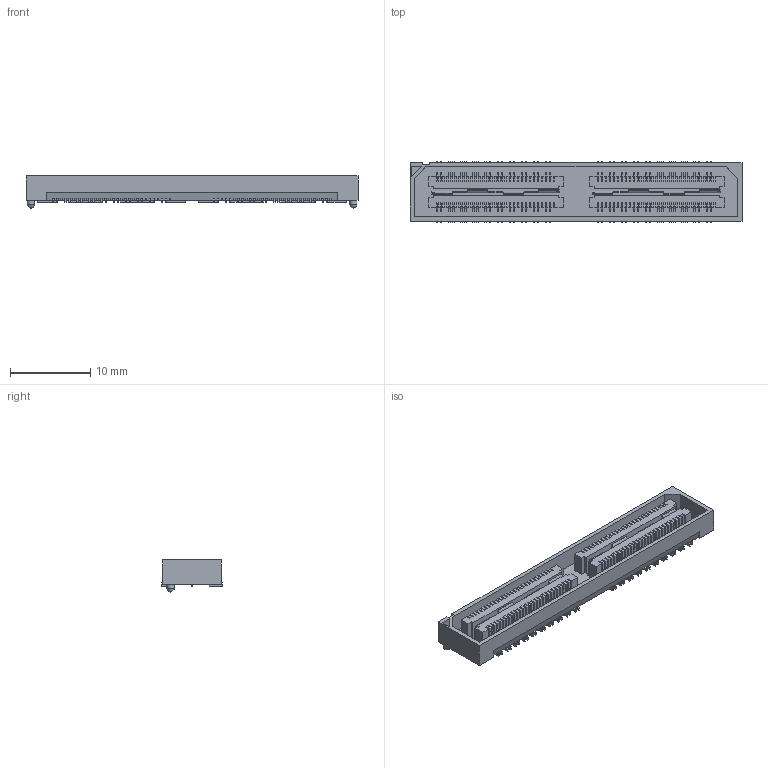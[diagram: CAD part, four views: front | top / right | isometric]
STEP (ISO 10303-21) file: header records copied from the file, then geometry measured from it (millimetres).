
FILE_DESCRIPTION(/* description */ (''),/* implementation_level */ '2;1');
FILE_NAME(/* name */ 'QSH-040-01-L-D-DP-A.step',/* time_stamp */ '2019-03-02T18:08:32+11:00',/* author */ (''),/* organization */ (''),/* preprocessor_version */ 'ST-DEVELOPER v17.2',/* originating_system */ 'Autodesk Translation Framework v7.6.0.251',/* authorisation */ '');
FILE_SCHEMA (('AUTOMOTIVE_DESIGN { 1 0 10303 214 3 1 1 }'));
Products named in the file (4): (Unsaved); _TQSH-040-01-D-DP-A_terminal; _T-1G2-01-040; _C-126-21-040-D-DP
Assembly tree (5 placements, depth 2):
  (Unsaved)
    _TQSH-040-01-D-DP-A_terminal
    _T-1G2-01-040  x2
    _C-126-21-040-D-DP  x2
Bounding box: 41.31 x 7.49 x 4 mm (x, y, z)
Volume: 538.8 mm3; surface area: 2819.3 mm2
Topology: 5 solids, 5 shells, 2908 faces, 8675 edges, 5784 vertices
Faces by surface type: plane 2568, cylinder 338, sphere 2
Full cylindrical faces by diameter (mm): 0.889 x2
Entity records: 71266 total; most frequent: CARTESIAN_POINT 12486, ORIENTED_EDGE 12462, DIRECTION 10775, EDGE_CURVE 6231, LINE 5885, VECTOR 5885, VERTEX_POINT 4156, AXIS2_PLACEMENT_3D 2445
